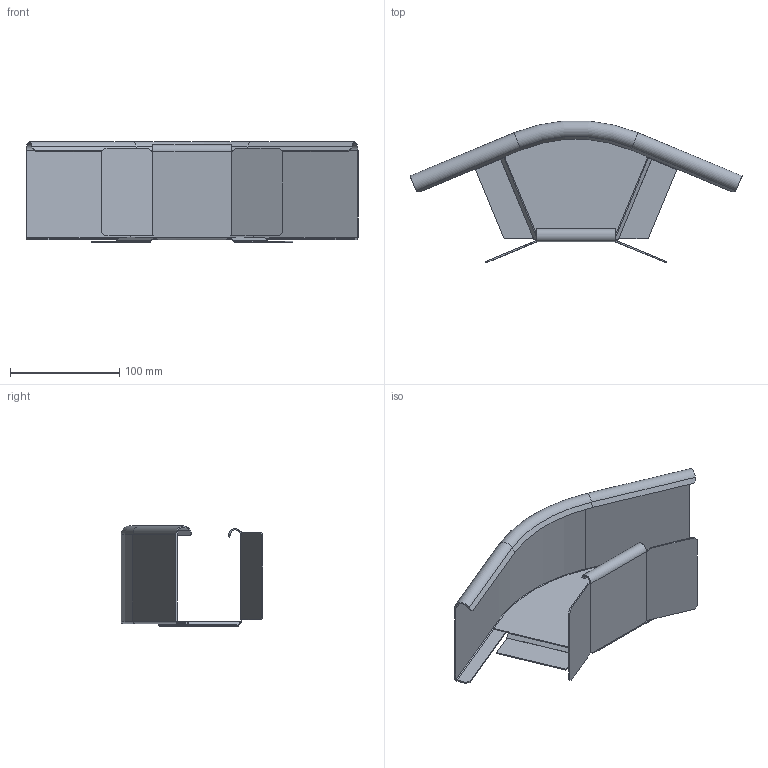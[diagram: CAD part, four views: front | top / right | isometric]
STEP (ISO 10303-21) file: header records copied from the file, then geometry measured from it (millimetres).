
FILE_DESCRIPTION((''),'2;1');
FILE_NAME('7000472_ASM','2013-12-09T',('AndreasKeweloh'),(''),'PRO/ENGINEER BY PARAMETRIC TECHNOLOGY CORPORATION, 2012360','PRO/ENGINEER BY PARAMETRIC TECHNOLOGY CORPORATION, 2012360','');
FILE_SCHEMA(('CONFIG_CONTROL_DESIGN'));
Length unit declared in the file: millimetre
Products named in the file (6): KTS_06_120-008_BODENBLECH_ZU_B_; 7000472_1; 7000472_2; ASM0002_ASM_1_ASM; 6043763_ORG_ASM_1_ASM; 7000472_ASM
Assembly tree (5 placements, depth 4):
  7000472_ASM
    6043763_ORG_ASM_1_ASM
      ASM0002_ASM_1_ASM
        KTS_06_120-008_BODENBLECH_ZU_B_
        7000472_1
        7000472_2
Bounding box: 303.98 x 129.83 x 91.75 mm (x, y, z)
Volume: 82484 mm3; surface area: 140492.7 mm2
Topology: 3 solids, 3 shells, 132 faces, 328 edges, 202 vertices
Faces by surface type: plane 83, cylinder 34, bspline 8, torus 4, cone 3
Entity records: 4248 total; most frequent: CARTESIAN_POINT 968, DIRECTION 658, ORIENTED_EDGE 656, EDGE_CURVE 328, VECTOR 244, LINE 244, AXIS2_PLACEMENT_3D 207, VERTEX_POINT 202
